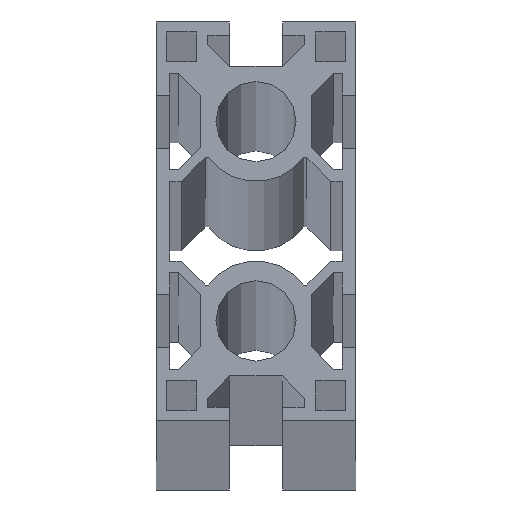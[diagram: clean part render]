
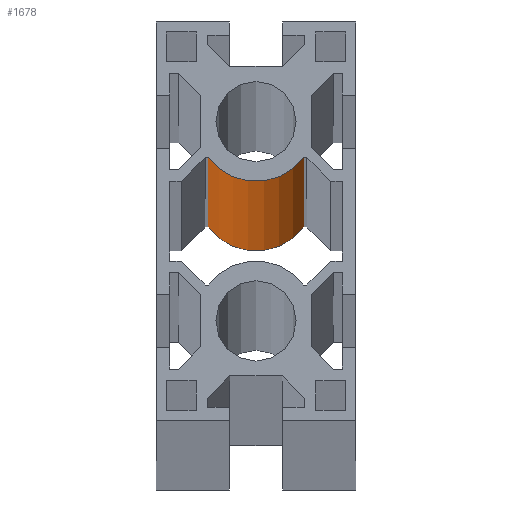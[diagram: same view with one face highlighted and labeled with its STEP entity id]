
A CAD part, top view. The second image highlights one B-rep face of the part: STEP entity #1678.
In plain terms, the highlighted cylindrical face has radius 9 mm (diameter 18 mm), a partial arc.
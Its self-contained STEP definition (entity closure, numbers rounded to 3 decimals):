
#144 = EDGE_CURVE ( 'NONE', #858, #852, #2154, .T. ) ;
#146 = EDGE_CURVE ( 'NONE', #855, #853, #2156, .T. ) ;
#271 = CARTESIAN_POINT ( 'NONE',  ( 7.202, 9.603, -6000. ) ) ;
#272 = CARTESIAN_POINT ( 'NONE',  ( 7.202, 9.603, 0. ) ) ;
#274 = CARTESIAN_POINT ( 'NONE',  ( -7.202, 9.603, 0. ) ) ;
#277 = CARTESIAN_POINT ( 'NONE',  ( -7.202, 9.603, -6000. ) ) ;
#391 = LINE ( 'NONE', #1927, #392 ) ;
#392 = VECTOR ( 'NONE', #1928, 1000. ) ;
#407 = LINE ( 'NONE', #2738, #408 ) ;
#408 = VECTOR ( 'NONE', #2739, 1000. ) ;
#543 = ORIENTED_EDGE ( 'NONE', *, *, #3445, .F. ) ;
#544 = ORIENTED_EDGE ( 'NONE', *, *, #144, .T. ) ;
#545 = ORIENTED_EDGE ( 'NONE', *, *, #3437, .F. ) ;
#546 = ORIENTED_EDGE ( 'NONE', *, *, #146, .F. ) ;
#589 = FACE_OUTER_BOUND ( 'NONE', #3294, .T. ) ;
#590 = CYLINDRICAL_SURFACE ( 'NONE', #1426, 9. ) ;
#852 = VERTEX_POINT ( 'NONE', #271 ) ;
#853 = VERTEX_POINT ( 'NONE', #272 ) ;
#855 = VERTEX_POINT ( 'NONE', #274 ) ;
#858 = VERTEX_POINT ( 'NONE', #277 ) ;
#1228 = CARTESIAN_POINT ( 'NONE',  ( 0., 15., -6000. ) ) ;
#1229 = DIRECTION ( 'NONE',  ( 0., 0., 1. ) ) ;
#1230 = DIRECTION ( 'NONE',  ( 1., 0., 0. ) ) ;
#1231 = CARTESIAN_POINT ( 'NONE',  ( 0., 15., 0. ) ) ;
#1232 = DIRECTION ( 'NONE',  ( 0., 0., 1. ) ) ;
#1233 = DIRECTION ( 'NONE',  ( 1., 0., 0. ) ) ;
#1426 = AXIS2_PLACEMENT_3D ( 'NONE', #3135, #3136, #3137 ) ;
#1447 = AXIS2_PLACEMENT_3D ( 'NONE', #1231, #1232, #1233 ) ;
#1448 = AXIS2_PLACEMENT_3D ( 'NONE', #1228, #1229, #1230 ) ;
#1678 = ADVANCED_FACE ( 'NONE', ( #589 ), #590, .T. ) ;
#1927 = CARTESIAN_POINT ( 'NONE',  ( 7.202, 9.603, -3000. ) ) ;
#1928 = DIRECTION ( 'NONE',  ( 0., 0., -1. ) ) ;
#2154 = CIRCLE ( 'NONE', #1448, 9. ) ;
#2156 = CIRCLE ( 'NONE', #1447, 9. ) ;
#2738 = CARTESIAN_POINT ( 'NONE',  ( -7.202, 9.603, -3000. ) ) ;
#2739 = DIRECTION ( 'NONE',  ( 0., 0., 1. ) ) ;
#3135 = CARTESIAN_POINT ( 'NONE',  ( 0., 15., -6000. ) ) ;
#3136 = DIRECTION ( 'NONE',  ( 0., 0., 1. ) ) ;
#3137 = DIRECTION ( 'NONE',  ( 1., 0., 0. ) ) ;
#3294 = EDGE_LOOP ( 'NONE', ( #543, #544, #545, #546 ) ) ;
#3437 = EDGE_CURVE ( 'NONE', #853, #852, #391, .T. ) ;
#3445 = EDGE_CURVE ( 'NONE', #858, #855, #407, .T. ) ;
